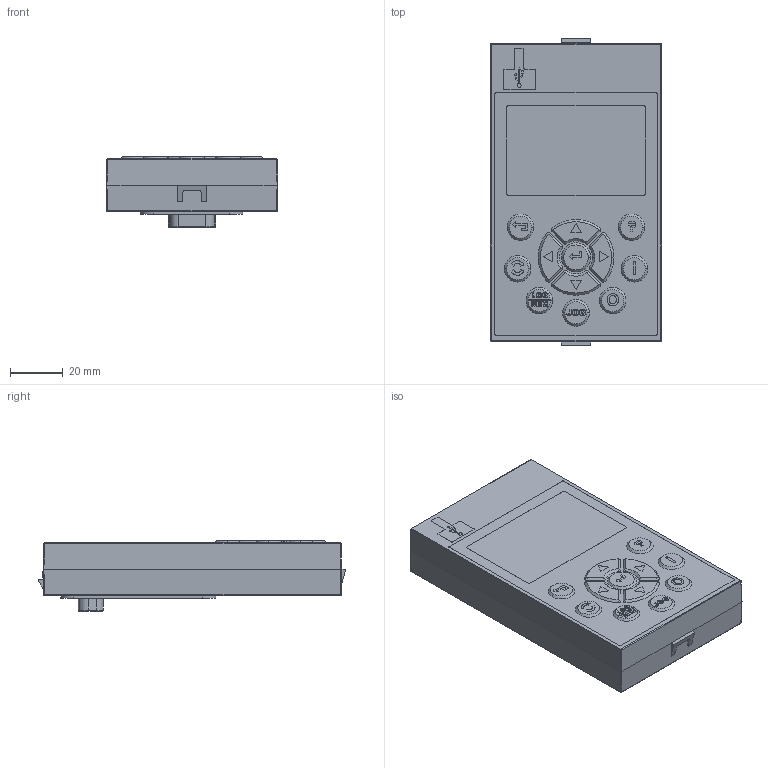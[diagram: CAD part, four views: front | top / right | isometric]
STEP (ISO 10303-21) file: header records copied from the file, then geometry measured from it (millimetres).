
FILE_DESCRIPTION (( 'STEP AP214' ), '1' );
FILE_NAME ('SSW900-HMI-BLT.STEP', '2024-09-03T22:31:10', ( '' ), ( '' ), 'SwSTEP 2.0', 'SolidWorks 2021', '' );
FILE_SCHEMA (( 'AUTOMOTIVE_DESIGN' ));
Length unit declared in the file: inch
Products named in the file (1): SSW900-HMI-BLT
Bounding box: 65 x 116.32 x 26.68 mm (x, y, z)
Volume: 147376.5 mm3; surface area: 22890.6 mm2
Topology: 1 solids, 1 shells, 579 faces, 1486 edges, 964 vertices
Faces by surface type: plane 321, bspline 104, cylinder 100, cone 54
Entity records: 21367 total; most frequent: CARTESIAN_POINT 7673, ORIENTED_EDGE 2972, DIRECTION 2590, EDGE_CURVE 1486, LINE 996, VECTOR 996, VERTEX_POINT 964, AXIS2_PLACEMENT_3D 797
